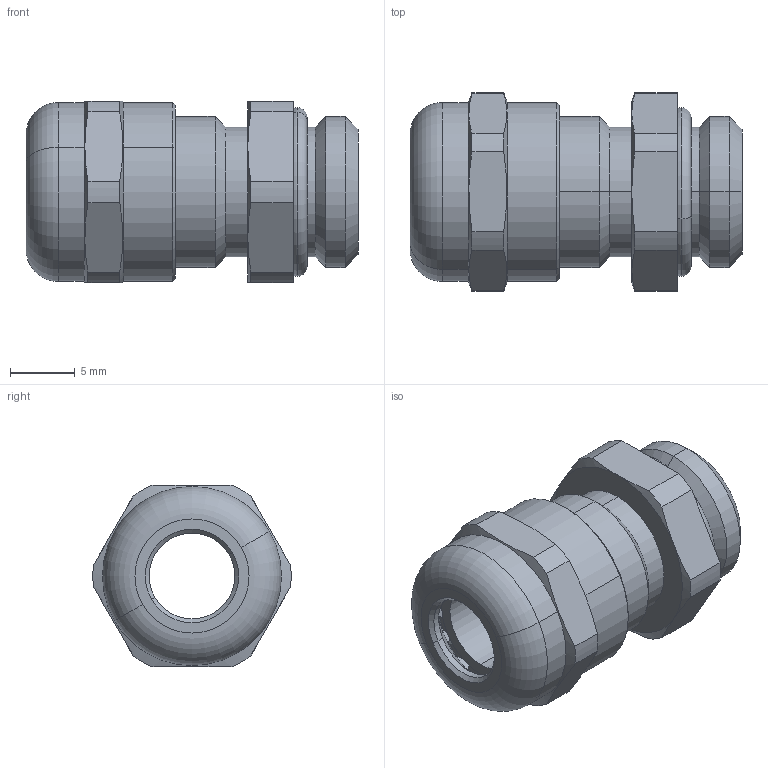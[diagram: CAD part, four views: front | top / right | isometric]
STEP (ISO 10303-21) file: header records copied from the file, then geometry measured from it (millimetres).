
FILE_DESCRIPTION (( 'STEP AP203' ), '1' );
FILE_NAME ('C5212100.STEP', '2014-05-28T13:10:12', ( '' ), ( '' ), 'SwSTEP 2.0', 'SolidWorks 2014', '' );
FILE_SCHEMA (( 'CONFIG_CONTROL_DESIGN' ));
Length unit declared in the file: millimetre
Products named in the file (7): D9012820; D9202070; D9209150; D1412000E; D1312300; C5212100; D1412450
Assembly tree (6 placements, depth 2):
  C5212100
    D1412450
    D9012820
    D9202070
    D9209150
    D1412000E
    D1312300
Bounding box: 25.6 x 15.29 x 14 mm (x, y, z)
Volume: 2231.9 mm3; surface area: 4067.3 mm2
Topology: 6 solids, 6 shells, 252 faces, 644 edges, 404 vertices
Faces by surface type: plane 104, cylinder 77, cone 41, torus 30
Entity records: 8550 total; most frequent: CARTESIAN_POINT 1742, DIRECTION 1306, ORIENTED_EDGE 1288, EDGE_CURVE 644, AXIS2_PLACEMENT_3D 520, VERTEX_POINT 404, VECTOR 266, LINE 266
